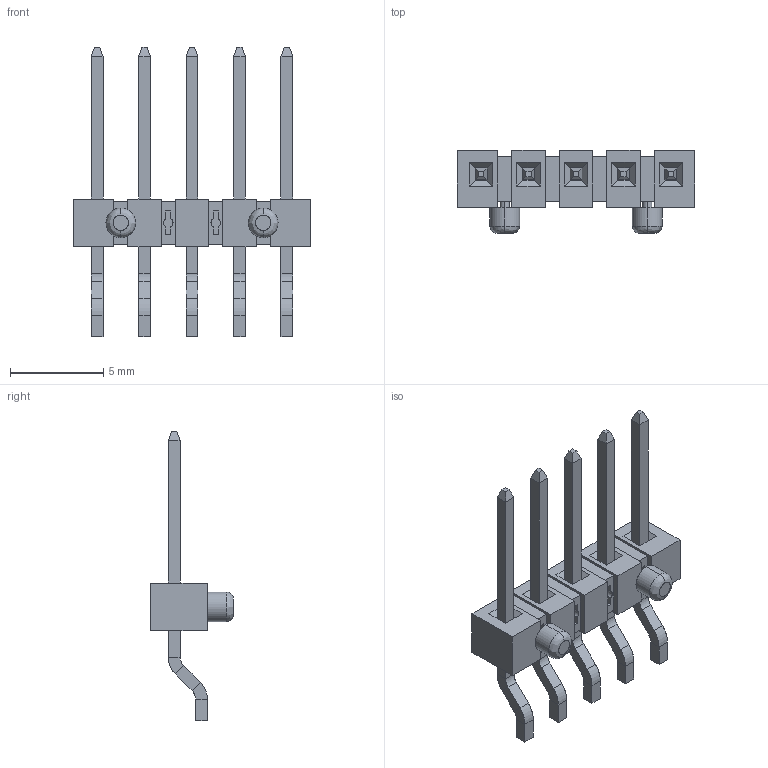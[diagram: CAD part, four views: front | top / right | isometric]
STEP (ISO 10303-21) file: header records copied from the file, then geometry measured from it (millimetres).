
FILE_DESCRIPTION(('STEP Model'),'2;1');
FILE_NAME('TSM-105-01-S-SH-A.stp','2012-07-10T17:43:00',(''),(''), 'CAD Exchanger 2.3.2 (www.cadexchanger.com)','CAD Exchanger 2.3.2', 'Unknown');
FILE_SCHEMA(('AUTOMOTIVE_DESIGN { 1 0 10303 214 1 1 1 1 }'));
Length unit declared in the file: millimetre
Products named in the file (8): Unspecified 1; Unspecified 2; Unspecified 3; Unspecified 4; Unspecified 5; Unspecified 6; Unspecified 7; Unspecified 8
Bounding box: 12.7 x 4.45 x 15.49 mm (x, y, z)
Surface area: 437.5 mm2 (no closed solid volume)
Topology: 0 solids, 309 shells, 309 faces, 1576 edges, 1576 vertices
Faces by surface type: bspline 261, revolution 48
Entity records: 26698 total; most frequent: CARTESIAN_POINT 9165, B_SPLINE_CURVE_WITH_KNOTS 1864, ORIENTED_EDGE 1576, EDGE_CURVE 1576, VERTEX_POINT 1576, SURFACE_CURVE 1576, PCURVE 1576, DEFINITIONAL_REPRESENTATION 1576
